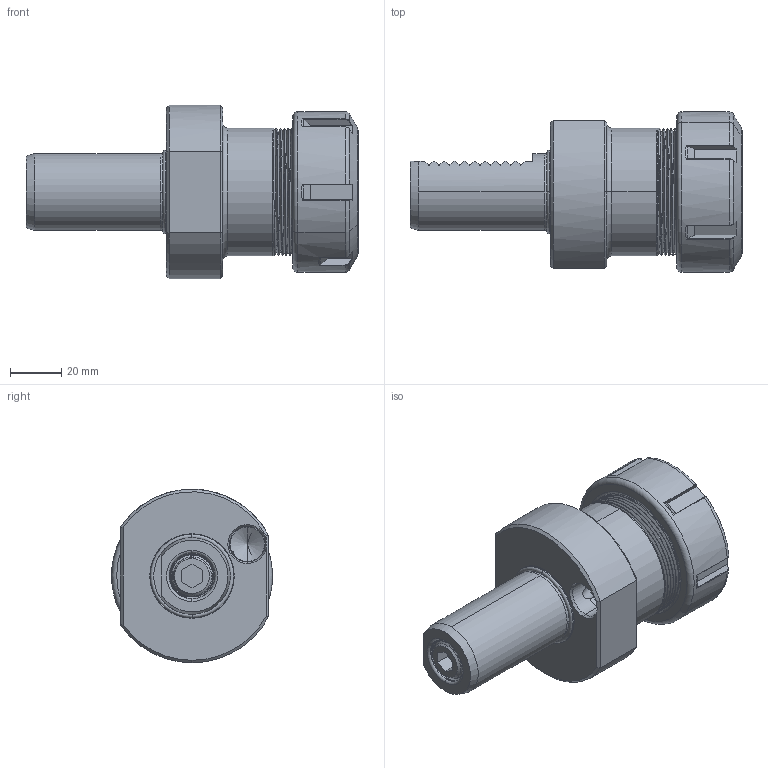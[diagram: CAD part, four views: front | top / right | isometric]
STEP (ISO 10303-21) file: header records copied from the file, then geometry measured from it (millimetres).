
FILE_DESCRIPTION (( 'STEP AP203' ), '1' );
FILE_NAME ('309.02.26.STEP', '2016-11-26T07:07:00', ( '' ), ( '' ), 'SwSTEP 2.0', 'SolidWorks 2012', '' );
FILE_SCHEMA (( 'CONFIG_CONTROL_DESIGN' ));
Products named in the file (6): 309.02.26; 2-01.100.0400260C7_ER40螺帽(六溝); 管螺文螺絲8分之3; 管螺文螺絲; O型環; VDI30       ER40
Assembly tree (5 placements, depth 2):
  309.02.26
    VDI30       ER40
    O型環
    管螺文螺絲
    管螺文螺絲8分之3
    2-01.100.0400260C7_ER40螺帽(六溝)
Bounding box: 130 x 63 x 68 mm (x, y, z)
Volume: 162635.5 mm3; surface area: 50974.9 mm2
Topology: 5 solids, 5 shells, 403 faces, 1078 edges, 682 vertices
Faces by surface type: cylinder 110, plane 110, cone 80, bspline 55, torus 47, sphere 1
Entity records: 42373 total; most frequent: CARTESIAN_POINT 32795, ORIENTED_EDGE 2148, DIRECTION 1535, EDGE_CURVE 1074, VERTEX_POINT 682, AXIS2_PLACEMENT_3D 591, EDGE_LOOP 414, FACE_OUTER_BOUND 403
